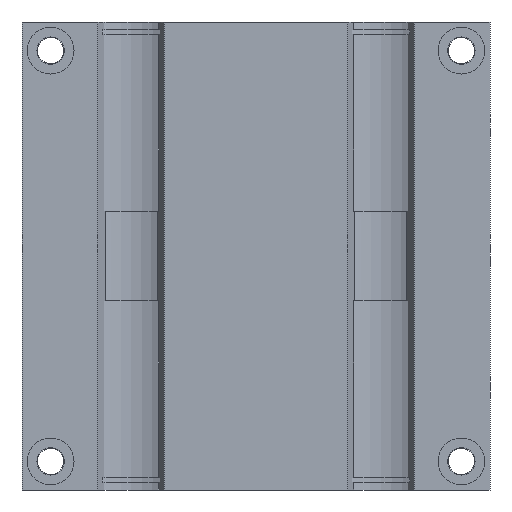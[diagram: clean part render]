
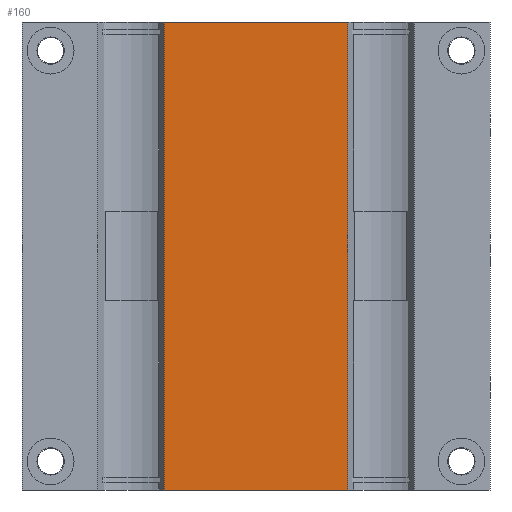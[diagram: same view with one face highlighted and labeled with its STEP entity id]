
A CAD part, front view. The second image highlights one B-rep face of the part: STEP entity #160.
In plain terms, the highlighted planar face has unit normal (0, -1, 0).
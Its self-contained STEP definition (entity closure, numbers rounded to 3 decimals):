
#160 = ADVANCED_FACE( '', ( #386 ), #387, .T. );
#386 = FACE_OUTER_BOUND( '', #677, .T. );
#387 = PLANE( '', #678 );
#677 = EDGE_LOOP( '', ( #1491, #1492, #1493, #1494 ) );
#678 = AXIS2_PLACEMENT_3D( '', #1495, #1496, #1497 );
#1491 = ORIENTED_EDGE( '', *, *, #2131, .T. );
#1492 = ORIENTED_EDGE( '', *, *, #2180, .T. );
#1493 = ORIENTED_EDGE( '', *, *, #2140, .T. );
#1494 = ORIENTED_EDGE( '', *, *, #2186, .T. );
#1495 = CARTESIAN_POINT( '', ( 90., 0., 0. ) );
#1496 = DIRECTION( '', ( 0., -1., 0. ) );
#1497 = DIRECTION( '', ( 1., 0., 0. ) );
#2131 = EDGE_CURVE( '', #2690, #2691, #2692, .T. );
#2140 = EDGE_CURVE( '', #2701, #2702, #2703, .T. );
#2180 = EDGE_CURVE( '', #2691, #2701, #2749, .T. );
#2186 = EDGE_CURVE( '', #2702, #2690, #2756, .T. );
#2690 = VERTEX_POINT( '', #3565 );
#2691 = VERTEX_POINT( '', #3566 );
#2692 = LINE( '', #3567, #3568 );
#2701 = VERTEX_POINT( '', #3585 );
#2702 = VERTEX_POINT( '', #3586 );
#2703 = LINE( '', #3587, #3588 );
#2749 = LINE( '', #3689, #3690 );
#2756 = LINE( '', #3699, #3700 );
#3565 = CARTESIAN_POINT( '', ( 35.204, 0., 0. ) );
#3566 = CARTESIAN_POINT( '', ( 35.204, 0., 180. ) );
#3567 = CARTESIAN_POINT( '', ( 35.204, 0., 90.5 ) );
#3568 = VECTOR( '', #4208, 1. );
#3585 = CARTESIAN_POINT( '', ( -35.204, 0., 180. ) );
#3586 = CARTESIAN_POINT( '', ( -35.204, 0., 0. ) );
#3587 = CARTESIAN_POINT( '', ( -35.204, 0., 90.5 ) );
#3588 = VECTOR( '', #4217, 1. );
#3689 = CARTESIAN_POINT( '', ( -90., 0., 180. ) );
#3690 = VECTOR( '', #4288, 1. );
#3699 = CARTESIAN_POINT( '', ( -90., 0., 0. ) );
#3700 = VECTOR( '', #4300, 1. );
#4208 = DIRECTION( '', ( 0., 0., 1. ) );
#4217 = DIRECTION( '', ( 0., 0., -1. ) );
#4288 = DIRECTION( '', ( -1., 0., 0. ) );
#4300 = DIRECTION( '', ( 1., 0., 0. ) );
